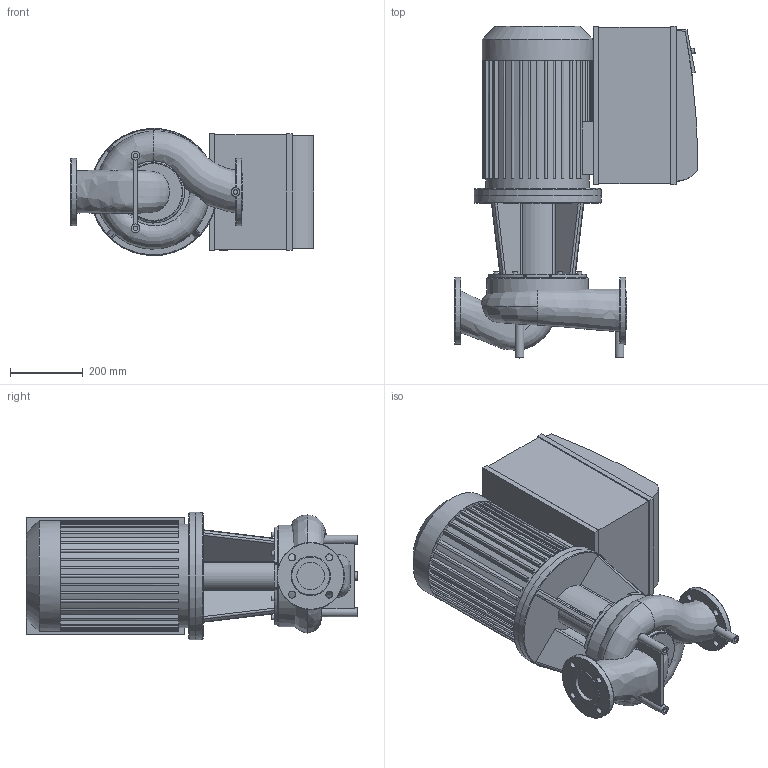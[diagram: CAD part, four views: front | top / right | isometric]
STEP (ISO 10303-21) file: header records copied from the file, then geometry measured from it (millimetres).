
FILE_DESCRIPTION(/* description */ (''),/* implementation_level */ '2;1');
FILE_NAME(/* name */ '3d_IL-E65_200-15_2-R1-2153741.stp',/* time_stamp */ '2016-12-22T07:46:49+01:00',/* author */ ('Andrzej'),/* organization */ (''),/* preprocessor_version */ 'ST-DEVELOPER v15.5',/* originating_system */ 'AutoCAD Mechanical',/* authorisation */ '');
FILE_SCHEMA (('AUTOMOTIVE_DESIGN { 1 0 10303 214 3 1 1 }'));
Length unit declared in the file: millimetre
Products named in the file (1): Product
Bounding box: 671 x 913.03 x 350 mm (x, y, z)
Volume: 89349891.3 mm3; surface area: 2706371.8 mm2
Topology: 12 solids, 12 shells, 659 faces, 1661 edges, 1064 vertices
Faces by surface type: plane 457, cylinder 131, bspline 44, torus 20, cone 7
Full cylindrical faces by diameter (mm): 10 x2, 12 x3, 13 x8, 14 x4, 15 x1, 18 x1, 19 x8, 20 x1, 22 x1, 24 x3, 25 x1, 76.1 x2, 80 x1, 170.788 x1, 185 x2, 280 x1, 285 x1, 305 x1, 350 x2
Entity records: 26709 total; most frequent: CARTESIAN_POINT 11123, DIRECTION 3179, ORIENTED_EDGE 3156, EDGE_CURVE 1578, AXIS2_PLACEMENT_3D 1114, VERTEX_POINT 1048, LINE 951, VECTOR 951
